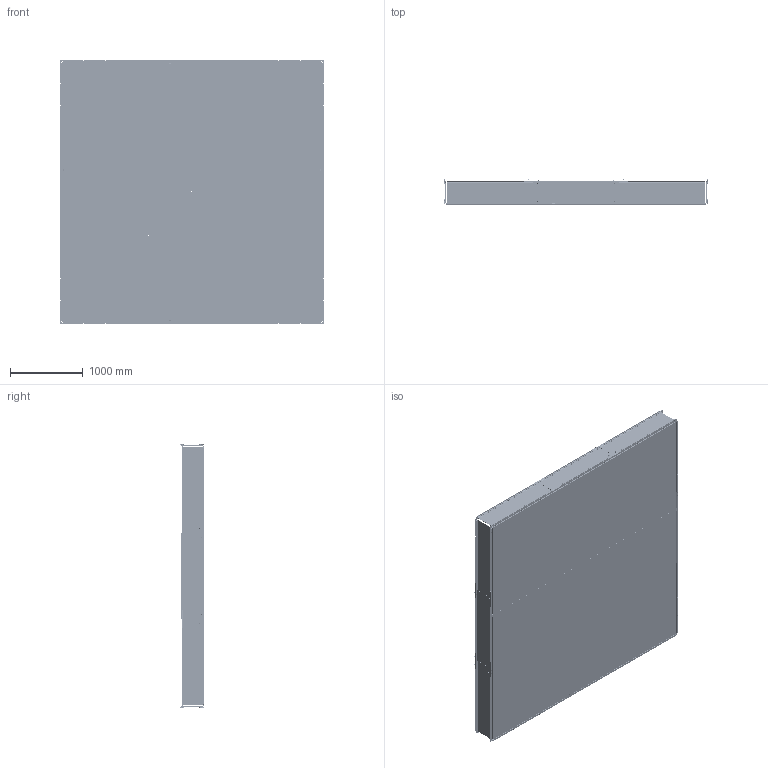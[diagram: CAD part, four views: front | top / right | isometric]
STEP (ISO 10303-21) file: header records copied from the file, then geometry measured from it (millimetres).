
FILE_DESCRIPTION (( 'STEP AP214' ), '1' );
FILE_NAME ('am-4596a FTC Soft Tiles and Field.STEP', '2023-05-02T20:44:13', ( '' ), ( '' ), 'SwSTEP 2.0', 'SolidWorks 2022', '' );
FILE_SCHEMA (( 'AUTOMOTIVE_DESIGN' ));
Length unit declared in the file: inch
Products named in the file (18): 98404A013_98404A013; Corner Hinge Rivet Field; Corner Hinge Rivet Field FLAT; am-0481b FTC Perimeter RevB; FTC Field Side Glass 11in; Riveted FTC Panel; am-4596a FTC Soft Tiles and Field; Center Tile; Corner Hinge for Riveted Field; Corner Tile; Center FTC Perimeter Assembly; am-2556a FTC Rail with Rivet Holes; Perimeter Mid-Section Strap; Side Tile; Corner FTC Perimeter Assembly; SAPA IAH-821; 187 pop rivet; NewStrapClip
Assembly tree (84 placements, depth 5):
  am-4596a FTC Soft Tiles and Field
    Center Tile  x16
    Corner Tile  x4
    Side Tile  x16
    am-0481b FTC Perimeter RevB
      Corner FTC Perimeter Assembly  x4
        Riveted FTC Panel
          am-2556a FTC Rail with Rivet Holes  x2
          FTC Field Side Glass 11in
          187 pop rivet  x6
        Corner Hinge for Riveted Field
          Corner Hinge Rivet Field
          Corner Hinge Rivet Field FLAT
          187 pop rivet  x5
      Center FTC Perimeter Assembly  x4
        Riveted FTC Panel
          am-2556a FTC Rail with Rivet Holes  x2
          FTC Field Side Glass 11in
          187 pop rivet  x6
        SAPA IAH-821
        98404A013_98404A013
      NewStrapClip  x4
      Perimeter Mid-Section Strap  x2
Bounding box: 3645.08 x 342.88 x 3645.08 mm (x, y, z)
Volume: 210027022.8 mm3; surface area: 42620245.5 mm2
Topology: 318 solids, 318 shells, 15896 faces, 44716 edges, 29512 vertices
Faces by surface type: cylinder 8340, plane 6468, torus 704, sphere 128, cone 128, bspline 128
Entity records: 37533 total; most frequent: CARTESIAN_POINT 6949, DIRECTION 6523, ORIENTED_EDGE 6172, EDGE_CURVE 3086, AXIS2_PLACEMENT_3D 2304, VERTEX_POINT 2050, LINE 1915, VECTOR 1915
